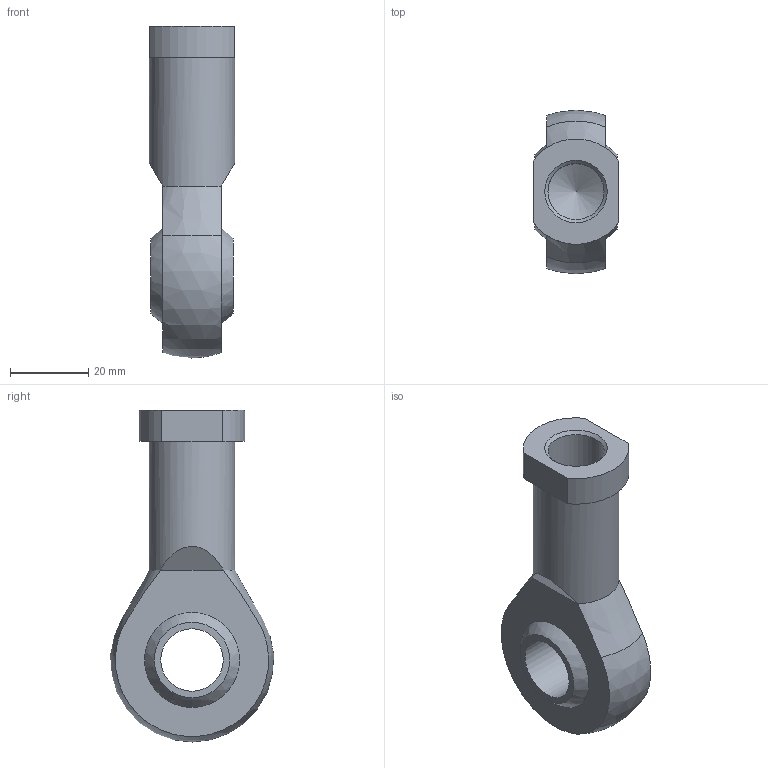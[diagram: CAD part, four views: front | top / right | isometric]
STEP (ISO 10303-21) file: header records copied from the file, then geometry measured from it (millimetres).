
FILE_DESCRIPTION((''),'2;1');
FILE_NAME('SSFI16x1.5X.stp','2014-12-22T12:07:26',('carlo.corazza'),(''),'Autodesk Inventor 2012','Autodesk Inventor 2012','');
FILE_SCHEMA(('AUTOMOTIVE_DESIGN { 1 0 10303 214 1 1 1 1 }'));
Length unit declared in the file: millimetre
Products named in the file (1): SSFI16x1.5X
Bounding box: 22 x 41.93 x 85 mm (x, y, z)
Volume: 30911.3 mm3; surface area: 10198 mm2
Topology: 1 solids, 1 shells, 23 faces, 50 edges, 32 vertices
Faces by surface type: plane 11, cylinder 5, cone 4, sphere 3
Full cylindrical faces by diameter (mm): 14.376 x1, 16 x1, 22 x1
Entity records: 586 total; most frequent: DIRECTION 106, CARTESIAN_POINT 98, ORIENTED_EDGE 78, AXIS2_PLACEMENT_3D 47, EDGE_CURVE 39, EDGE_LOOP 34, VERTEX_POINT 27, FACE_OUTER_BOUND 23
